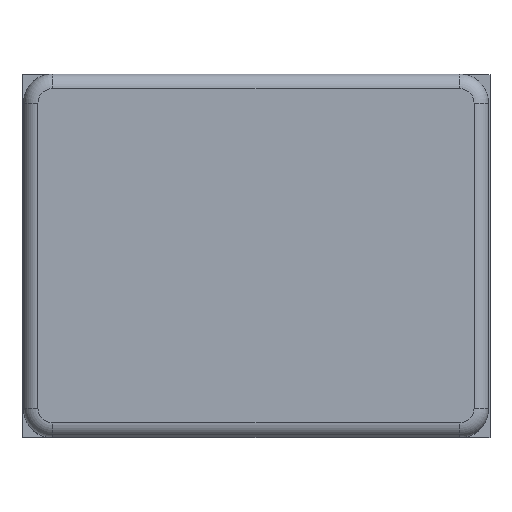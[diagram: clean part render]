
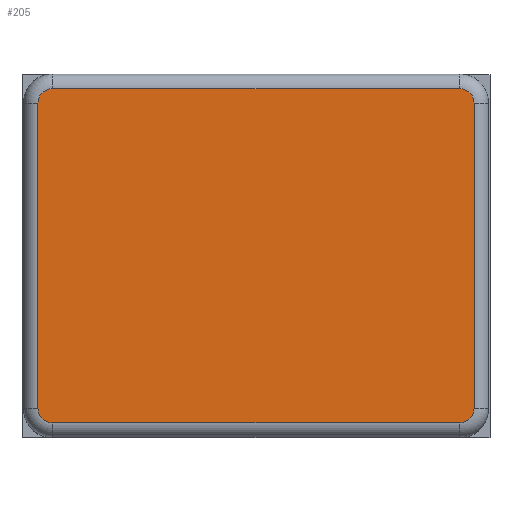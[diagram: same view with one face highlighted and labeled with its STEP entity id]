
A CAD part, top view. The second image highlights one B-rep face of the part: STEP entity #205.
In plain terms, the highlighted planar face has unit normal (0, 0, 1).
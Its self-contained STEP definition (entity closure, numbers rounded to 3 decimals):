
#13=DIRECTION('',(0.,0.,1.));
#36=DIRECTION('',(0.,-1.,0.));
#46=VECTOR('',#47,1.);
#47=DIRECTION('',(0.,1.,0.));
#51=DIRECTION('',(1.,0.,0.));
#74=DIRECTION('',(-0.,-0.,-1.));
#83=VERTEX_POINT('',#84);
#84=CARTESIAN_POINT('',(-1.5,-1.05,2.));
#90=EDGE_CURVE('',#83,#91,#93,.T.);
#91=VERTEX_POINT('',#92);
#92=CARTESIAN_POINT('',(-1.5,1.05,2.));
#93=LINE('',#84,#46);
#123=DIRECTION('',(0.,0.,-1.));
#124=DIRECTION('',(-1.,0.,0.));
#136=VECTOR('',#51,1.);
#153=VERTEX_POINT('',#154);
#154=CARTESIAN_POINT('',(-1.4,-1.15,2.));
#158=ORIENTED_EDGE('',*,*,#159,.F.);
#159=EDGE_CURVE('',#153,#83,#160,.T.);
#160=CIRCLE('',#161,0.1);
#161=AXIS2_PLACEMENT_3D('',#162,#74,#36);
#162=CARTESIAN_POINT('',(-1.4,-1.05,2.));
#177=VECTOR('',#178,1.);
#178=DIRECTION('',(-1.,-0.,-0.));
#205=ADVANCED_FACE('',(#206),#245,.T.);
#206=FACE_BOUND('',#207,.T.);
#207=EDGE_LOOP('',(#208,#158,#209,#214,#221,#228,#235,#240));
#208=ORIENTED_EDGE('',*,*,#90,.F.);
#209=ORIENTED_EDGE('',*,*,#210,.F.);
#210=EDGE_CURVE('',#211,#153,#213,.T.);
#211=VERTEX_POINT('',#212);
#212=CARTESIAN_POINT('',(1.4,-1.15,2.));
#213=LINE('',#212,#177);
#214=ORIENTED_EDGE('',*,*,#215,.F.);
#215=EDGE_CURVE('',#216,#211,#218,.T.);
#216=VERTEX_POINT('',#217);
#217=CARTESIAN_POINT('',(1.5,-1.05,2.));
#218=CIRCLE('',#219,0.1);
#219=AXIS2_PLACEMENT_3D('',#220,#123,#51);
#220=CARTESIAN_POINT('',(1.4,-1.05,2.));
#221=ORIENTED_EDGE('',*,*,#222,.F.);
#222=EDGE_CURVE('',#223,#216,#225,.T.);
#223=VERTEX_POINT('',#224);
#224=CARTESIAN_POINT('',(1.5,1.05,2.));
#225=LINE('',#224,#226);
#226=VECTOR('',#227,1.);
#227=DIRECTION('',(-0.,-1.,-0.));
#228=ORIENTED_EDGE('',*,*,#229,.F.);
#229=EDGE_CURVE('',#230,#223,#232,.T.);
#230=VERTEX_POINT('',#231);
#231=CARTESIAN_POINT('',(1.4,1.15,2.));
#232=CIRCLE('',#233,0.1);
#233=AXIS2_PLACEMENT_3D('',#234,#123,#47);
#234=CARTESIAN_POINT('',(1.4,1.05,2.));
#235=ORIENTED_EDGE('',*,*,#236,.F.);
#236=EDGE_CURVE('',#237,#230,#239,.T.);
#237=VERTEX_POINT('',#238);
#238=CARTESIAN_POINT('',(-1.4,1.15,2.));
#239=LINE('',#238,#136);
#240=ORIENTED_EDGE('',*,*,#241,.F.);
#241=EDGE_CURVE('',#91,#237,#242,.T.);
#242=CIRCLE('',#243,0.1);
#243=AXIS2_PLACEMENT_3D('',#244,#123,#124);
#244=CARTESIAN_POINT('',(-1.4,1.05,2.));
#245=PLANE('',#246);
#246=AXIS2_PLACEMENT_3D('',#247,#13,#51);
#247=CARTESIAN_POINT('',(-1.6,-1.25,2.));
